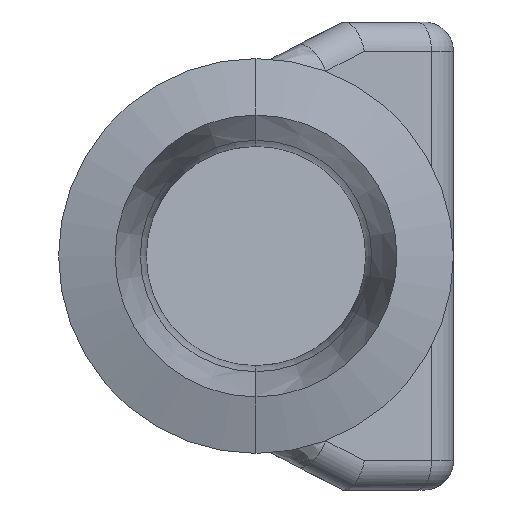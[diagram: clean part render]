
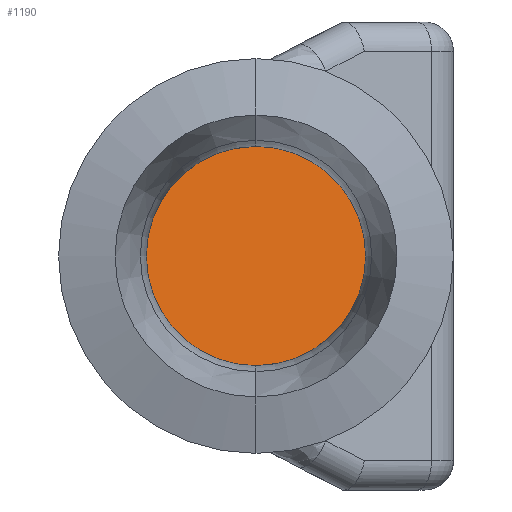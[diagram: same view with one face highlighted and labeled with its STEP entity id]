
A CAD part, left-side view. The second image highlights one B-rep face of the part: STEP entity #1190.
In plain terms, the highlighted planar face has unit normal (-0.866, -0.5, 0).
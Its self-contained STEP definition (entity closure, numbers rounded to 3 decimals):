
#83 = CARTESIAN_POINT ( 'NONE',  ( 108.696, 15., -7.5 ) ) ;
#109 = CARTESIAN_POINT ( 'NONE',  ( 117.356, 0., -7.5 ) ) ;
#175 =( BOUNDED_CURVE ( )  B_SPLINE_CURVE ( 3, ( #109, #701, #1292, #1895 ),
 .UNSPECIFIED., .F., .F. ) 
 B_SPLINE_CURVE_WITH_KNOTS ( ( 4, 4 ),
 ( 1.571, 4.712 ),
 .UNSPECIFIED. ) 
 CURVE ( )  GEOMETRIC_REPRESENTATION_ITEM ( )  RATIONAL_B_SPLINE_CURVE ( ( 1., 0.333, 0.333, 1. ) ) 
 REPRESENTATION_ITEM ( '' )  );
#318 = ORIENTED_EDGE ( 'NONE', *, *, #1927, .T. ) ;
#518 = VERTEX_POINT ( 'NONE', #1176 ) ;
#542 = EDGE_CURVE ( 'NONE', #1049, #518, #175, .T. ) ;
#657 = CARTESIAN_POINT ( 'NONE',  ( 117.356, 0., -7.5 ) ) ;
#701 = CARTESIAN_POINT ( 'NONE',  ( 126.016, -15., -7.5 ) ) ;
#734 = CARTESIAN_POINT ( 'NONE',  ( 124.573, -12.5, -46.881 ) ) ;
#876 = FACE_OUTER_BOUND ( 'NONE', #983, .T. ) ;
#942 = ORIENTED_EDGE ( 'NONE', *, *, #542, .T. ) ;
#983 = EDGE_LOOP ( 'NONE', ( #318, #942 ) ) ;
#1049 = VERTEX_POINT ( 'NONE', #1275 ) ;
#1176 = CARTESIAN_POINT ( 'NONE',  ( 117.356, 0., 7.5 ) ) ;
#1178 =( BOUNDED_CURVE ( )  B_SPLINE_CURVE ( 3, ( #1420, #1877, #83, #657 ),
 .UNSPECIFIED., .F., .F. ) 
 B_SPLINE_CURVE_WITH_KNOTS ( ( 4, 4 ),
 ( 4.712, 7.854 ),
 .UNSPECIFIED. ) 
 CURVE ( )  GEOMETRIC_REPRESENTATION_ITEM ( )  RATIONAL_B_SPLINE_CURVE ( ( 1., 0.333, 0.333, 1. ) ) 
 REPRESENTATION_ITEM ( '' )  );
#1190 = ADVANCED_FACE ( 'NONE', ( #876 ), #1480, .T. ) ;
#1275 = CARTESIAN_POINT ( 'NONE',  ( 117.356, 0., -7.5 ) ) ;
#1292 = CARTESIAN_POINT ( 'NONE',  ( 126.016, -15., 7.5 ) ) ;
#1324 = DIRECTION ( 'NONE',  ( -0.866, -0.5, 0. ) ) ;
#1420 = CARTESIAN_POINT ( 'NONE',  ( 117.356, 0., 7.5 ) ) ;
#1430 = AXIS2_PLACEMENT_3D ( 'NONE', #734, #1324, #1926 ) ;
#1480 = PLANE ( 'NONE',  #1430 ) ;
#1877 = CARTESIAN_POINT ( 'NONE',  ( 108.696, 15., 7.5 ) ) ;
#1895 = CARTESIAN_POINT ( 'NONE',  ( 117.356, 0., 7.5 ) ) ;
#1926 = DIRECTION ( 'NONE',  ( 0.5, -0.866, 0. ) ) ;
#1927 = EDGE_CURVE ( 'NONE', #518, #1049, #1178, .T. ) ;
